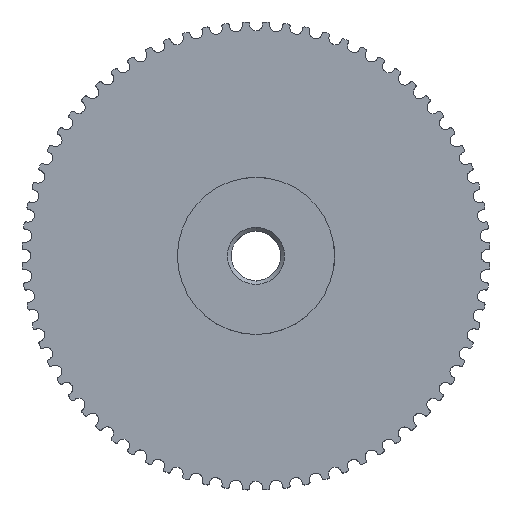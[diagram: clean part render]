
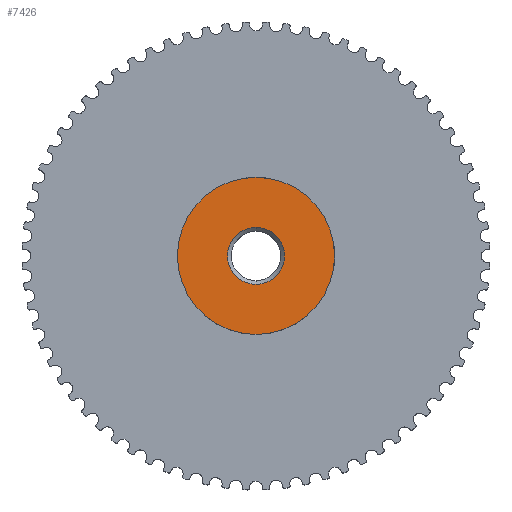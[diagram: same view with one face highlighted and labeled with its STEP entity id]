
A CAD part, top view. The second image highlights one B-rep face of the part: STEP entity #7426.
In plain terms, the highlighted planar face has unit normal (0, 0, 1).
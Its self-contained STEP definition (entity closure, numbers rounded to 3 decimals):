
#1=CARTESIAN_POINT('',(0.,0.,9.9));
#2=DIRECTION('',(0.,0.,1.));
#3=DIRECTION('',(0.,1.,0.));
#4=AXIS2_PLACEMENT_3D('',#1,#2,#3);
#6=CARTESIAN_POINT('',(0.,0.,9.9));
#7=DIRECTION('',(0.,0.,-1.));
#8=DIRECTION('',(0.,1.,0.));
#9=AXIS2_PLACEMENT_3D('',#6,#7,#8);
#20=CARTESIAN_POINT('',(0.,0.,9.9));
#21=DIRECTION('',(0.,0.,-1.));
#22=DIRECTION('',(0.,1.,0.));
#23=AXIS2_PLACEMENT_3D('',#20,#21,#22);
#3375=CARTESIAN_POINT('',(0.,0.,9.9));
#3376=DIRECTION('',(0.,0.,1.));
#3377=DIRECTION('',(0.,1.,0.));
#3378=AXIS2_PLACEMENT_3D('',#3375,#3376,#3377);
#5833=CARTESIAN_POINT('',(0.,19.05,9.9));
#5834=CARTESIAN_POINT('',(0.,-19.05,9.9));
#5835=VERTEX_POINT('',#5833);
#5836=VERTEX_POINT('',#5834);
#6001=CARTESIAN_POINT('',(0.,6.9,9.9));
#6002=CARTESIAN_POINT('',(0.,-6.9,9.9));
#6003=VERTEX_POINT('',#6001);
#6004=VERTEX_POINT('',#6002);
#7409=CARTESIAN_POINT('',(0.,0.,9.9));
#7410=DIRECTION('',(0.,0.,-1.));
#7411=DIRECTION('',(0.,-1.,0.));
#7412=AXIS2_PLACEMENT_3D('',#7409,#7410,#7411);
#7413=PLANE('',#7412);
#7415=ORIENTED_EDGE('',*,*,#7414,.F.);
#7417=ORIENTED_EDGE('',*,*,#7416,.T.);
#7418=EDGE_LOOP('',(#7415,#7417));
#7419=FACE_OUTER_BOUND('',#7418,.F.);
#7421=ORIENTED_EDGE('',*,*,#7420,.F.);
#7423=ORIENTED_EDGE('',*,*,#7422,.T.);
#7424=EDGE_LOOP('',(#7421,#7423));
#7425=FACE_BOUND('',#7424,.F.);
#7426=ADVANCED_FACE('',(#7419,#7425),#7413,.F.);
#5=CIRCLE('',#4,19.05);
#10=CIRCLE('',#9,19.05);
#24=CIRCLE('',#23,6.9);
#3379=CIRCLE('',#3378,6.9);
#7414=EDGE_CURVE('',#5835,#5836,#5,.T.);
#7416=EDGE_CURVE('',#5835,#5836,#10,.T.);
#7420=EDGE_CURVE('',#6003,#6004,#24,.T.);
#7422=EDGE_CURVE('',#6003,#6004,#3379,.T.);
